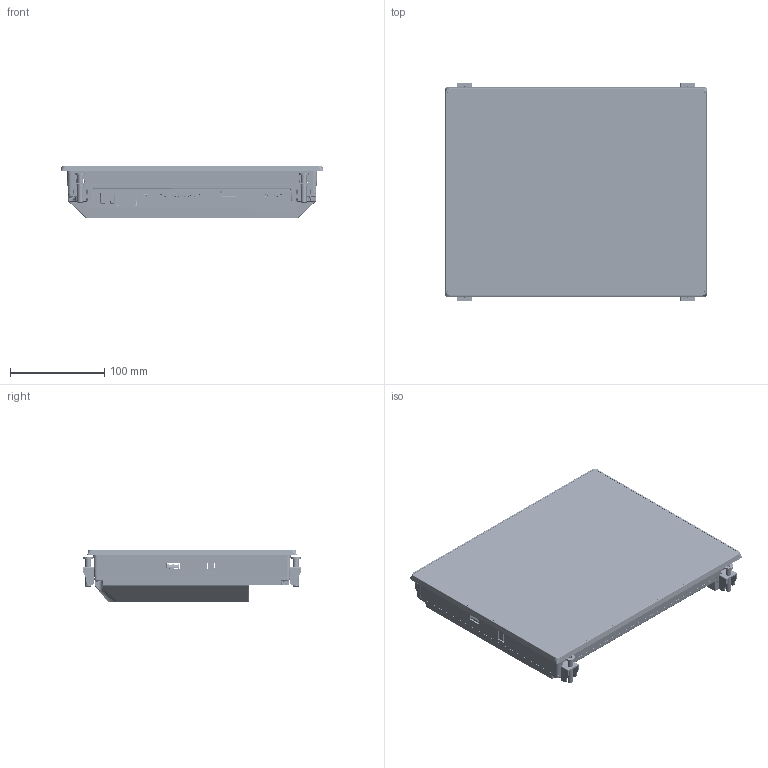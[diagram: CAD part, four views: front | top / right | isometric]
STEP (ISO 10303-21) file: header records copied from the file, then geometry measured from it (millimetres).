
FILE_DESCRIPTION(/* description */ (''),/* implementation_level */ '2;1');
FILE_NAME(/* name */ '',/* time_stamp */ '2017-11-08T17:14:37+09:00',/* author */ (''),/* organization */ (''),/* preprocessor_version */ 'ST-DEVELOPER v16.5',/* originating_system */ 'Autodesk Inventor 2017',/* authorisation */ '');
FILE_SCHEMA (('CONFIG_CONTROL_DESIGN'));
Products named in the file (1): HP_EMG7-310A8-00DC-xxx
Bounding box: 278 x 230.13 x 56 mm (x, y, z)
Volume: 544946.2 mm3; surface area: 614599.4 mm2
Topology: 5 solids, 31 shells, 8130 faces, 22017 edges, 14185 vertices
Faces by surface type: plane 5096, cylinder 1406, cone 809, bspline 774, sphere 27, torus 18
Full cylindrical faces by diameter (mm): 0.8 x7, 1 x13, 1.6 x8, 2.05 x4, 2.3 x2, 2.459 x4, 2.6 x4, 3 x44, 3.2 x3, 3.242 x4, 3.5 x157, 3.6 x15, 3.7 x12, 4 x25, 4.5 x6, 4.8 x1, 5 x1, 6 x10, 6.15 x2, 6.2 x8, 6.5 x10, 7 x5, 7.15 x4, 8 x20
Entity records: 281257 total; most frequent: CARTESIAN_POINT 69177, ORIENTED_EDGE 43028, DIRECTION 40171, EDGE_CURVE 21488, LINE 15311, VECTOR 15311, VERTEX_POINT 14119, AXIS2_PLACEMENT_3D 12430
